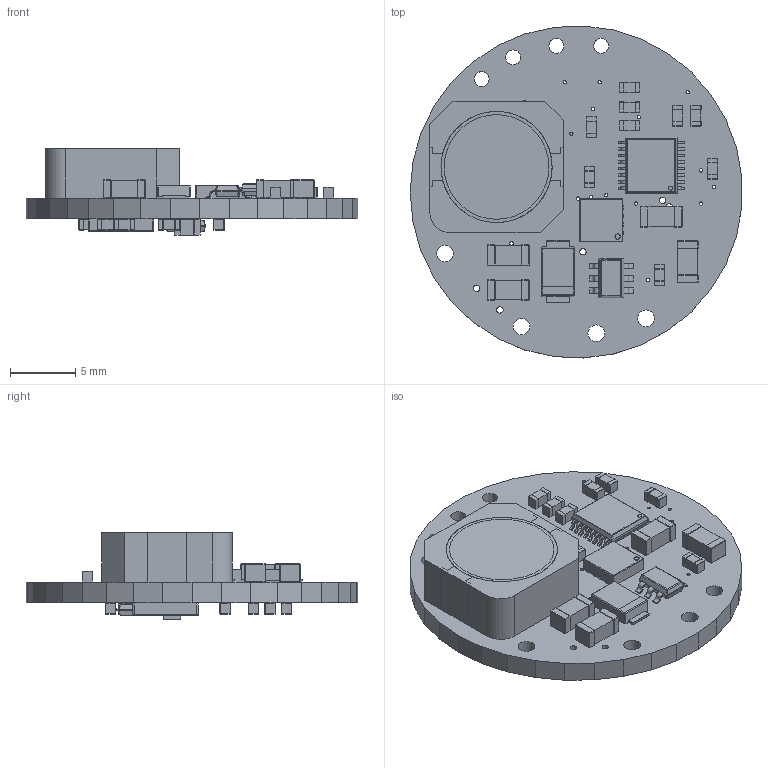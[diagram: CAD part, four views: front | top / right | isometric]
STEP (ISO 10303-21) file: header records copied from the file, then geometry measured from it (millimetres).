
FILE_DESCRIPTION(('for SolidWorks'),'2;1');
FILE_NAME('b3flex.step','2018-03-13T14:13:37',('George'),(''), 'Open CASCADE STEP processor 6.6','DipTrace','Unknown');
FILE_SCHEMA(('AUTOMOTIVE_DESIGN { 1 0 10303 214 1 1 1 1 }'));
Length unit declared in the file: millimetre
Products named in the file (12): PCB_b3flex; Board_b3flex; cap_1206; cap_0603; cap_0805; sod-128; MSS1038; sot23-6; dfn-8rv_3.3x3.3x0.65; tssop-16ep; sot23-5; pqfn-32r_5x5x0.5
Assembly tree (30 placements, depth 2):
  PCB_b3flex
    Board_b3flex
    cap_1206  x4
    cap_0603  x17
    cap_0805
    sod-128
    MSS1038
    sot23-6
    dfn-8rv_3.3x3.3x0.65
    tssop-16ep
    sot23-5
    pqfn-32r_5x5x0.5
Bounding box: 25.35 x 25.37 x 6.65 mm (x, y, z)
Volume: 867.3 mm3; surface area: 2223.4 mm2
Topology: 26 solids, 58 shells, 1854 faces, 4322 edges, 2611 vertices
Faces by surface type: plane 1466, bspline 297, cylinder 87, sphere 4
Full cylindrical faces by diameter (mm): 0.254 x39, 0.4 x2, 0.486 x5, 1.143 x4, 1.27 x4
Entity records: 39384 total; most frequent: CARTESIAN_POINT 12575, ORIENTED_EDGE 4629, DIRECTION 3150, EDGE_CURVE 2315, VERTEX_POINT 1471, LINE 1444, VECTOR 1444, FACE_BOUND 1106
